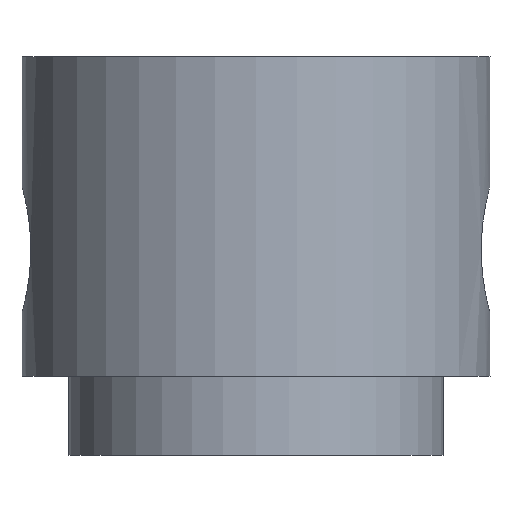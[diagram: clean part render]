
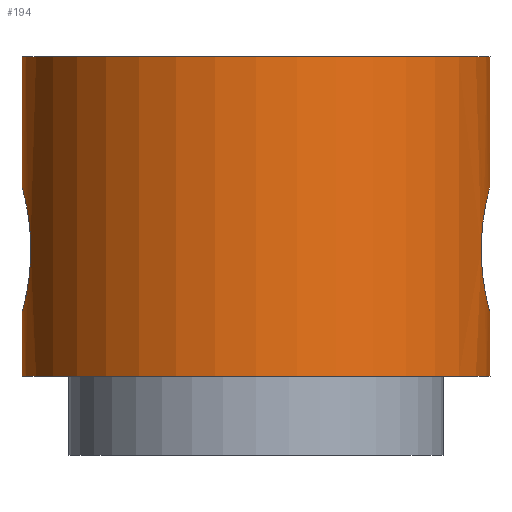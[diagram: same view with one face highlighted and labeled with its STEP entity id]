
A CAD part, front view. The second image highlights one B-rep face of the part: STEP entity #194.
In plain terms, the highlighted cylindrical face has radius 14.8 mm (diameter 29.6 mm), a full revolution.
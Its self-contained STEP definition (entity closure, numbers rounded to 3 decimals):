
#18=FACE_BOUND('',#54,.T.);
#30=CIRCLE('',#222,14.8);
#32=CIRCLE('',#226,14.8);
#40=FACE_OUTER_BOUND('',#53,.T.);
#53=EDGE_LOOP('',(#166,#167,#168,#169,#170,#171,#172,#173,#174));
#54=EDGE_LOOP('',(#175,#176));
#65=LINE('',#464,#73);
#66=LINE('',#465,#74);
#73=VECTOR('',#269,14.8);
#74=VECTOR('',#270,14.8);
#76=B_SPLINE_CURVE_WITH_KNOTS('',3,(#292,#293,#294,#295,#296,#297,#298,
#299,#300,#301),.UNSPECIFIED.,.F.,.F.,(4,2,2,2,4),(1.818,1.969,
2.121,2.272,2.424),.UNSPECIFIED.);
#77=B_SPLINE_CURVE_WITH_KNOTS('',3,(#303,#304,#305,#306,#307,#308,#309,
#310,#311,#312,#313,#314,#315,#316,#317,#318,#319,#320),.UNSPECIFIED.,.F.,
 .F.,(4,2,2,2,2,2,2,2,4),(0.606,0.757,0.909,
1.06,1.212,1.363,1.515,1.666,
1.818),.UNSPECIFIED.);
#78=B_SPLINE_CURVE_WITH_KNOTS('',3,(#321,#322,#323,#324,#325,#326,#327,
#328,#329,#330),.UNSPECIFIED.,.F.,.F.,(4,2,2,2,4),(0.,0.152,
0.303,0.454,0.606),.UNSPECIFIED.);
#83=B_SPLINE_CURVE_WITH_KNOTS('',3,(#402,#403,#404,#405,#406,#407,#408,
#409,#410,#411,#412,#413,#414,#415,#416,#417,#418,#419),.UNSPECIFIED.,.F.,
 .F.,(4,2,2,2,2,2,2,2,4),(0.,0.152,0.303,0.454,
0.606,0.757,0.909,1.06,
1.212),.UNSPECIFIED.);
#84=B_SPLINE_CURVE_WITH_KNOTS('',3,(#420,#421,#422,#423,#424,#425,#426,
#427,#428,#429,#430,#431,#432,#433,#434,#435,#436,#437),.UNSPECIFIED.,.F.,
 .F.,(4,2,2,2,2,2,2,2,4),(1.212,1.363,1.515,
1.666,1.818,1.969,2.121,2.272,
2.424),.UNSPECIFIED.);
#87=VERTEX_POINT('',#289);
#88=VERTEX_POINT('',#291);
#89=VERTEX_POINT('',#302);
#93=VERTEX_POINT('',#399);
#94=VERTEX_POINT('',#401);
#100=VERTEX_POINT('',#454);
#102=VERTEX_POINT('',#462);
#105=EDGE_CURVE('',#88,#87,#76,.T.);
#106=EDGE_CURVE('',#89,#88,#77,.T.);
#107=EDGE_CURVE('',#87,#89,#78,.T.);
#113=EDGE_CURVE('',#94,#93,#83,.T.);
#114=EDGE_CURVE('',#93,#94,#84,.T.);
#122=EDGE_CURVE('',#100,#100,#30,.T.);
#126=EDGE_CURVE('',#102,#102,#32,.T.);
#127=EDGE_CURVE('',#102,#88,#65,.T.);
#128=EDGE_CURVE('',#89,#100,#66,.T.);
#166=ORIENTED_EDGE('',*,*,#126,.F.);
#167=ORIENTED_EDGE('',*,*,#127,.T.);
#168=ORIENTED_EDGE('',*,*,#105,.T.);
#169=ORIENTED_EDGE('',*,*,#107,.T.);
#170=ORIENTED_EDGE('',*,*,#128,.T.);
#171=ORIENTED_EDGE('',*,*,#122,.T.);
#172=ORIENTED_EDGE('',*,*,#128,.F.);
#173=ORIENTED_EDGE('',*,*,#106,.T.);
#174=ORIENTED_EDGE('',*,*,#127,.F.);
#175=ORIENTED_EDGE('',*,*,#113,.T.);
#176=ORIENTED_EDGE('',*,*,#114,.T.);
#186=CYLINDRICAL_SURFACE('',#225,14.8);
#194=ADVANCED_FACE('',(#40,#18),#186,.T.);
#222=AXIS2_PLACEMENT_3D('',#455,#257,#258);
#225=AXIS2_PLACEMENT_3D('',#461,#265,#266);
#226=AXIS2_PLACEMENT_3D('',#463,#267,#268);
#257=DIRECTION('center_axis',(0.,0.,1.));
#258=DIRECTION('ref_axis',(1.,0.,0.));
#265=DIRECTION('center_axis',(0.,0.,1.));
#266=DIRECTION('ref_axis',(1.,0.,0.));
#267=DIRECTION('center_axis',(0.,0.,1.));
#268=DIRECTION('ref_axis',(1.,0.,0.));
#269=DIRECTION('',(0.,0.,-1.));
#270=DIRECTION('',(0.,0.,-1.));
#289=CARTESIAN_POINT('',(-14.249,-4.,13.));
#291=CARTESIAN_POINT('',(-14.8,0.,17.));
#292=CARTESIAN_POINT('Ctrl Pts',(-14.8,0.,17.));
#293=CARTESIAN_POINT('Ctrl Pts',(-14.8,-0.505,17.));
#294=CARTESIAN_POINT('Ctrl Pts',(-14.772,-1.042,16.899));
#295=CARTESIAN_POINT('Ctrl Pts',(-14.669,-2.027,16.49));
#296=CARTESIAN_POINT('Ctrl Pts',(-14.596,-2.475,16.182));
#297=CARTESIAN_POINT('Ctrl Pts',(-14.458,-3.182,15.475));
#298=CARTESIAN_POINT('Ctrl Pts',(-14.384,-3.49,15.027));
#299=CARTESIAN_POINT('Ctrl Pts',(-14.279,-3.899,14.042));
#300=CARTESIAN_POINT('Ctrl Pts',(-14.249,-4.,13.505));
#301=CARTESIAN_POINT('Ctrl Pts',(-14.249,-4.,13.));
#302=CARTESIAN_POINT('',(-14.8,0.,9.));
#303=CARTESIAN_POINT('Ctrl Pts',(-14.8,0.,9.));
#304=CARTESIAN_POINT('Ctrl Pts',(-14.8,0.505,9.));
#305=CARTESIAN_POINT('Ctrl Pts',(-14.772,1.042,9.101));
#306=CARTESIAN_POINT('Ctrl Pts',(-14.669,2.027,9.51));
#307=CARTESIAN_POINT('Ctrl Pts',(-14.596,2.475,9.818));
#308=CARTESIAN_POINT('Ctrl Pts',(-14.458,3.182,10.525));
#309=CARTESIAN_POINT('Ctrl Pts',(-14.384,3.49,10.973));
#310=CARTESIAN_POINT('Ctrl Pts',(-14.279,3.899,11.958));
#311=CARTESIAN_POINT('Ctrl Pts',(-14.249,4.,12.495));
#312=CARTESIAN_POINT('Ctrl Pts',(-14.249,4.,13.505));
#313=CARTESIAN_POINT('Ctrl Pts',(-14.279,3.899,14.042));
#314=CARTESIAN_POINT('Ctrl Pts',(-14.384,3.49,15.027));
#315=CARTESIAN_POINT('Ctrl Pts',(-14.458,3.182,15.475));
#316=CARTESIAN_POINT('Ctrl Pts',(-14.596,2.475,16.182));
#317=CARTESIAN_POINT('Ctrl Pts',(-14.669,2.027,16.49));
#318=CARTESIAN_POINT('Ctrl Pts',(-14.772,1.042,16.899));
#319=CARTESIAN_POINT('Ctrl Pts',(-14.8,0.505,17.));
#320=CARTESIAN_POINT('Ctrl Pts',(-14.8,0.,17.));
#321=CARTESIAN_POINT('Ctrl Pts',(-14.249,-4.,13.));
#322=CARTESIAN_POINT('Ctrl Pts',(-14.249,-4.,12.495));
#323=CARTESIAN_POINT('Ctrl Pts',(-14.279,-3.899,11.958));
#324=CARTESIAN_POINT('Ctrl Pts',(-14.384,-3.49,10.973));
#325=CARTESIAN_POINT('Ctrl Pts',(-14.458,-3.182,10.525));
#326=CARTESIAN_POINT('Ctrl Pts',(-14.596,-2.475,9.818));
#327=CARTESIAN_POINT('Ctrl Pts',(-14.669,-2.027,9.51));
#328=CARTESIAN_POINT('Ctrl Pts',(-14.772,-1.042,9.101));
#329=CARTESIAN_POINT('Ctrl Pts',(-14.8,-0.505,9.));
#330=CARTESIAN_POINT('Ctrl Pts',(-14.8,0.,9.));
#399=CARTESIAN_POINT('',(14.249,-4.,13.));
#401=CARTESIAN_POINT('',(14.249,4.,13.));
#402=CARTESIAN_POINT('Ctrl Pts',(14.249,4.,13.));
#403=CARTESIAN_POINT('Ctrl Pts',(14.249,4.,12.495));
#404=CARTESIAN_POINT('Ctrl Pts',(14.279,3.899,11.958));
#405=CARTESIAN_POINT('Ctrl Pts',(14.384,3.49,10.973));
#406=CARTESIAN_POINT('Ctrl Pts',(14.458,3.182,10.525));
#407=CARTESIAN_POINT('Ctrl Pts',(14.596,2.475,9.818));
#408=CARTESIAN_POINT('Ctrl Pts',(14.669,2.027,9.51));
#409=CARTESIAN_POINT('Ctrl Pts',(14.772,1.042,9.101));
#410=CARTESIAN_POINT('Ctrl Pts',(14.8,0.505,9.));
#411=CARTESIAN_POINT('Ctrl Pts',(14.8,-0.505,9.));
#412=CARTESIAN_POINT('Ctrl Pts',(14.772,-1.042,9.101));
#413=CARTESIAN_POINT('Ctrl Pts',(14.669,-2.027,9.51));
#414=CARTESIAN_POINT('Ctrl Pts',(14.596,-2.475,9.818));
#415=CARTESIAN_POINT('Ctrl Pts',(14.458,-3.182,10.525));
#416=CARTESIAN_POINT('Ctrl Pts',(14.384,-3.49,10.973));
#417=CARTESIAN_POINT('Ctrl Pts',(14.279,-3.899,11.958));
#418=CARTESIAN_POINT('Ctrl Pts',(14.249,-4.,12.495));
#419=CARTESIAN_POINT('Ctrl Pts',(14.249,-4.,13.));
#420=CARTESIAN_POINT('Ctrl Pts',(14.249,-4.,13.));
#421=CARTESIAN_POINT('Ctrl Pts',(14.249,-4.,13.505));
#422=CARTESIAN_POINT('Ctrl Pts',(14.279,-3.899,14.042));
#423=CARTESIAN_POINT('Ctrl Pts',(14.384,-3.49,15.027));
#424=CARTESIAN_POINT('Ctrl Pts',(14.458,-3.182,15.475));
#425=CARTESIAN_POINT('Ctrl Pts',(14.596,-2.475,16.182));
#426=CARTESIAN_POINT('Ctrl Pts',(14.669,-2.027,16.49));
#427=CARTESIAN_POINT('Ctrl Pts',(14.772,-1.042,16.899));
#428=CARTESIAN_POINT('Ctrl Pts',(14.8,-0.505,17.));
#429=CARTESIAN_POINT('Ctrl Pts',(14.8,0.505,17.));
#430=CARTESIAN_POINT('Ctrl Pts',(14.772,1.042,16.899));
#431=CARTESIAN_POINT('Ctrl Pts',(14.669,2.027,16.49));
#432=CARTESIAN_POINT('Ctrl Pts',(14.596,2.475,16.182));
#433=CARTESIAN_POINT('Ctrl Pts',(14.458,3.182,15.475));
#434=CARTESIAN_POINT('Ctrl Pts',(14.384,3.49,15.027));
#435=CARTESIAN_POINT('Ctrl Pts',(14.279,3.899,14.042));
#436=CARTESIAN_POINT('Ctrl Pts',(14.249,4.,13.505));
#437=CARTESIAN_POINT('Ctrl Pts',(14.249,4.,13.));
#454=CARTESIAN_POINT('',(-14.8,0.,5.));
#455=CARTESIAN_POINT('Origin',(0.,0.,5.));
#461=CARTESIAN_POINT('Origin',(0.,0.,0.));
#462=CARTESIAN_POINT('',(-14.8,0.,25.2));
#463=CARTESIAN_POINT('Origin',(0.,0.,25.2));
#464=CARTESIAN_POINT('',(-14.8,0.,0.));
#465=CARTESIAN_POINT('',(-14.8,0.,0.));
